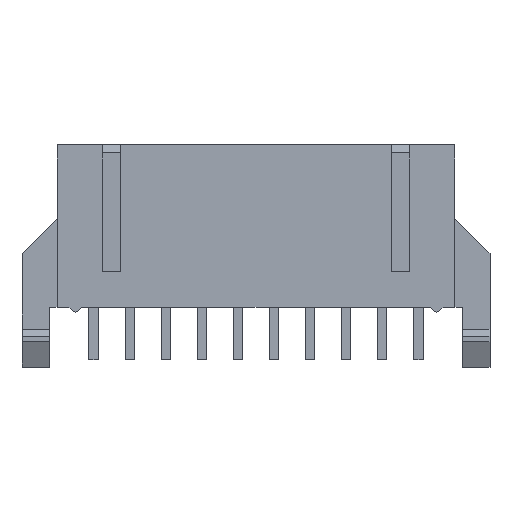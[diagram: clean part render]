
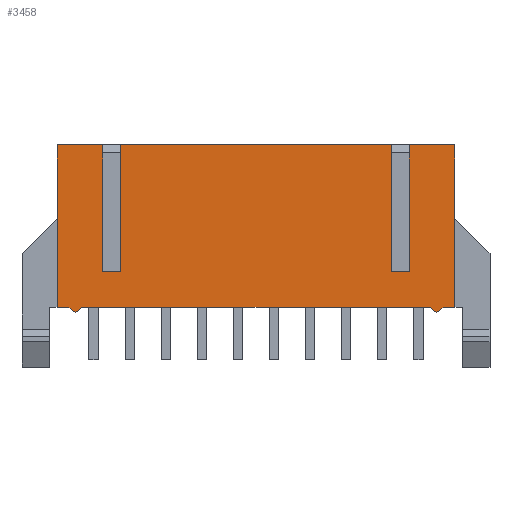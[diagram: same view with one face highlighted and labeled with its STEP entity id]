
A CAD part, front view. The second image highlights one B-rep face of the part: STEP entity #3458.
In plain terms, the highlighted planar face has unit normal (0, -1, 0).
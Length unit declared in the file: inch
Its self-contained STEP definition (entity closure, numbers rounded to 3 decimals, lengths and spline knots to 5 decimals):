
#5=DIRECTION('',(1.,0.,0.));
#6=VECTOR('',#5,0.96425);
#7=CARTESIAN_POINT('',(-0.48212,-0.1,-0.225));
#8=LINE('',#7,#6);
#49=DIRECTION('',(1.,0.,0.));
#50=VECTOR('',#49,0.03212);
#51=CARTESIAN_POINT('',(0.51788,-0.1,-0.225));
#52=LINE('',#51,#50);
#73=DIRECTION('',(1.,0.,0.));
#74=VECTOR('',#73,0.03212);
#75=CARTESIAN_POINT('',(-0.55,-0.1,-0.225));
#76=LINE('',#75,#74);
#337=DIRECTION('',(1.,0.,0.));
#338=VECTOR('',#337,0.75);
#339=CARTESIAN_POINT('',(-0.375,-0.1,0.225));
#340=LINE('',#339,#338);
#353=DIRECTION('',(1.,0.,0.));
#354=VECTOR('',#353,0.125);
#355=CARTESIAN_POINT('',(-0.55,-0.1,0.225));
#356=LINE('',#355,#354);
#401=DIRECTION('',(1.,0.,0.));
#402=VECTOR('',#401,0.125);
#403=CARTESIAN_POINT('',(0.425,-0.1,0.225));
#404=LINE('',#403,#402);
#445=DIRECTION('',(1.,0.,0.));
#446=VECTOR('',#445,0.05);
#447=CARTESIAN_POINT('',(-0.425,-0.1,-0.125));
#448=LINE('',#447,#446);
#449=DIRECTION('',(0.,0.,-1.));
#450=VECTOR('',#449,0.35);
#451=CARTESIAN_POINT('',(-0.375,-0.1,0.225));
#452=LINE('',#451,#450);
#453=DIRECTION('',(0.,0.,-1.));
#454=VECTOR('',#453,0.35);
#455=CARTESIAN_POINT('',(0.375,-0.1,0.225));
#456=LINE('',#455,#454);
#457=DIRECTION('',(1.,0.,0.));
#458=VECTOR('',#457,0.05);
#459=CARTESIAN_POINT('',(0.375,-0.1,-0.125));
#460=LINE('',#459,#458);
#461=DIRECTION('',(0.,0.,-1.));
#462=VECTOR('',#461,0.35);
#463=CARTESIAN_POINT('',(0.425,-0.1,0.225));
#464=LINE('',#463,#462);
#465=DIRECTION('',(-0.766,0.,-0.643));
#466=VECTOR('',#465,0.02334);
#467=CARTESIAN_POINT('',(0.51788,-0.1,-0.225));
#468=LINE('',#467,#466);
#469=DIRECTION('',(-0.766,0.,0.643));
#470=VECTOR('',#469,0.02334);
#471=CARTESIAN_POINT('',(0.5,-0.1,-0.24));
#472=LINE('',#471,#470);
#473=DIRECTION('',(-0.766,0.,-0.643));
#474=VECTOR('',#473,0.02334);
#475=CARTESIAN_POINT('',(-0.48212,-0.1,-0.225));
#476=LINE('',#475,#474);
#477=DIRECTION('',(-0.766,0.,0.643));
#478=VECTOR('',#477,0.02334);
#479=CARTESIAN_POINT('',(-0.5,-0.1,-0.24));
#480=LINE('',#479,#478);
#481=DIRECTION('',(0.,0.,1.));
#482=VECTOR('',#481,0.45);
#483=CARTESIAN_POINT('',(-0.55,-0.1,-0.225));
#484=LINE('',#483,#482);
#485=DIRECTION('',(0.,0.,-1.));
#486=VECTOR('',#485,0.35);
#487=CARTESIAN_POINT('',(-0.425,-0.1,0.225));
#488=LINE('',#487,#486);
#1657=DIRECTION('',(0.,0.,1.));
#1658=VECTOR('',#1657,0.45);
#1659=CARTESIAN_POINT('',(0.55,-0.1,-0.225));
#1660=LINE('',#1659,#1658);
#2276=CARTESIAN_POINT('',(-0.55,-0.1,0.225));
#2278=VERTEX_POINT('',#2276);
#2279=CARTESIAN_POINT('',(0.55,-0.1,0.225));
#2281=VERTEX_POINT('',#2279);
#2293=CARTESIAN_POINT('',(-0.55,-0.1,-0.225));
#2294=VERTEX_POINT('',#2293);
#2295=CARTESIAN_POINT('',(0.55,-0.1,-0.225));
#2296=VERTEX_POINT('',#2295);
#2307=CARTESIAN_POINT('',(-0.5,-0.1,-0.24));
#2309=VERTEX_POINT('',#2307);
#2311=CARTESIAN_POINT('',(0.5,-0.1,-0.24));
#2313=VERTEX_POINT('',#2311);
#2315=CARTESIAN_POINT('',(-0.48212,-0.1,-0.225));
#2317=VERTEX_POINT('',#2315);
#2319=CARTESIAN_POINT('',(-0.51788,-0.1,-0.225));
#2321=VERTEX_POINT('',#2319);
#2323=CARTESIAN_POINT('',(0.51788,-0.1,-0.225));
#2325=VERTEX_POINT('',#2323);
#2327=CARTESIAN_POINT('',(0.48212,-0.1,-0.225));
#2329=VERTEX_POINT('',#2327);
#2659=CARTESIAN_POINT('',(0.375,-0.1,0.225));
#2661=VERTEX_POINT('',#2659);
#2663=CARTESIAN_POINT('',(0.425,-0.1,0.225));
#2665=VERTEX_POINT('',#2663);
#2667=CARTESIAN_POINT('',(-0.425,-0.1,-0.125));
#2668=CARTESIAN_POINT('',(-0.375,-0.1,-0.125));
#2669=VERTEX_POINT('',#2667);
#2670=VERTEX_POINT('',#2668);
#2671=CARTESIAN_POINT('',(0.375,-0.1,-0.125));
#2672=VERTEX_POINT('',#2671);
#2673=CARTESIAN_POINT('',(0.425,-0.1,-0.125));
#2674=VERTEX_POINT('',#2673);
#2683=CARTESIAN_POINT('',(-0.425,-0.1,0.225));
#2684=VERTEX_POINT('',#2683);
#2685=CARTESIAN_POINT('',(-0.375,-0.1,0.225));
#2686=VERTEX_POINT('',#2685);
#3424=CARTESIAN_POINT('',(-0.55,-0.1,-0.225));
#3425=DIRECTION('',(0.,-1.,0.));
#3426=DIRECTION('',(1.,0.,0.));
#3427=AXIS2_PLACEMENT_3D('',#3424,#3425,#3426);
#3428=PLANE('',#3427);
#3430=ORIENTED_EDGE('',*,*,#3429,.T.);
#3431=ORIENTED_EDGE('',*,*,#3414,.F.);
#3432=ORIENTED_EDGE('',*,*,#3286,.T.);
#3433=ORIENTED_EDGE('',*,*,#3359,.T.);
#3435=ORIENTED_EDGE('',*,*,#3434,.T.);
#3437=ORIENTED_EDGE('',*,*,#3436,.F.);
#3438=ORIENTED_EDGE('',*,*,#3342,.T.);
#3440=ORIENTED_EDGE('',*,*,#3439,.F.);
#3441=ORIENTED_EDGE('',*,*,#3156,.F.);
#3443=ORIENTED_EDGE('',*,*,#3442,.T.);
#3445=ORIENTED_EDGE('',*,*,#3444,.T.);
#3446=ORIENTED_EDGE('',*,*,#3022,.F.);
#3447=ORIENTED_EDGE('',*,*,#3209,.T.);
#3449=ORIENTED_EDGE('',*,*,#3448,.T.);
#3450=ORIENTED_EDGE('',*,*,#3176,.F.);
#3452=ORIENTED_EDGE('',*,*,#3451,.T.);
#3453=ORIENTED_EDGE('',*,*,#3322,.T.);
#3455=ORIENTED_EDGE('',*,*,#3454,.T.);
#3456=EDGE_LOOP('',(#3430,#3431,#3432,#3433,#3435,#3437,#3438,#3440,#3441,#3443,
#3445,#3446,#3447,#3449,#3450,#3452,#3453,#3455));
#3457=FACE_OUTER_BOUND('',#3456,.F.);
#3458=ADVANCED_FACE('',(#3457),#3428,.T.);
#3022=EDGE_CURVE('',#2317,#2329,#8,.T.);
#3156=EDGE_CURVE('',#2325,#2296,#52,.T.);
#3176=EDGE_CURVE('',#2294,#2321,#76,.T.);
#3209=EDGE_CURVE('',#2317,#2309,#476,.T.);
#3286=EDGE_CURVE('',#2686,#2661,#340,.T.);
#3322=EDGE_CURVE('',#2278,#2684,#356,.T.);
#3342=EDGE_CURVE('',#2665,#2281,#404,.T.);
#3359=EDGE_CURVE('',#2661,#2672,#456,.T.);
#3414=EDGE_CURVE('',#2686,#2670,#452,.T.);
#3429=EDGE_CURVE('',#2669,#2670,#448,.T.);
#3434=EDGE_CURVE('',#2672,#2674,#460,.T.);
#3436=EDGE_CURVE('',#2665,#2674,#464,.T.);
#3439=EDGE_CURVE('',#2296,#2281,#1660,.T.);
#3442=EDGE_CURVE('',#2325,#2313,#468,.T.);
#3444=EDGE_CURVE('',#2313,#2329,#472,.T.);
#3448=EDGE_CURVE('',#2309,#2321,#480,.T.);
#3451=EDGE_CURVE('',#2294,#2278,#484,.T.);
#3454=EDGE_CURVE('',#2684,#2669,#488,.T.);
